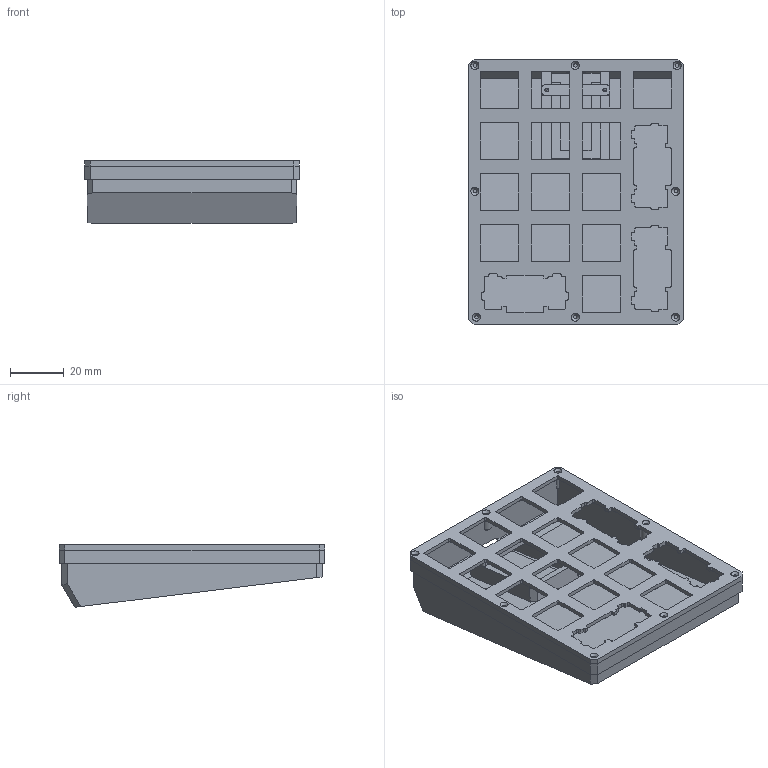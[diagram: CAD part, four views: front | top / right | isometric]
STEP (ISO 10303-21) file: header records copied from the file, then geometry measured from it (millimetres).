
FILE_DESCRIPTION(/* description */ (''),/* implementation_level */ '2;1');
FILE_NAME(/* name */ 'case.step',/* time_stamp */ '2023-12-16T18:52:51-05:00',/* author */ (''),/* organization */ (''),/* preprocessor_version */ 'ST-DEVELOPER v20',/* originating_system */ 'Autodesk Translation Framework v12.14.0.127',/* authorisation */ '');
FILE_SCHEMA (('AUTOMOTIVE_DESIGN { 1 0 10303 214 3 1 1 }'));
Length unit declared in the file: millimetre
Products named in the file (1): case
Bounding box: 80.2 x 99.25 x 23.38 mm (x, y, z)
Volume: 42840.1 mm3; surface area: 37904.8 mm2
Topology: 3 solids, 4 shells, 708 faces, 2024 edges, 1350 vertices
Faces by surface type: plane 422, cylinder 266, cone 16, bspline 4
Full cylindrical faces by diameter (mm): 1.35 x8, 1.45 x4, 1.5 x8
Entity records: 23384 total; most frequent: CARTESIAN_POINT 4300, ORIENTED_EDGE 4048, DIRECTION 3940, EDGE_CURVE 2024, LINE 1436, VECTOR 1436, VERTEX_POINT 1350, AXIS2_PLACEMENT_3D 1252
